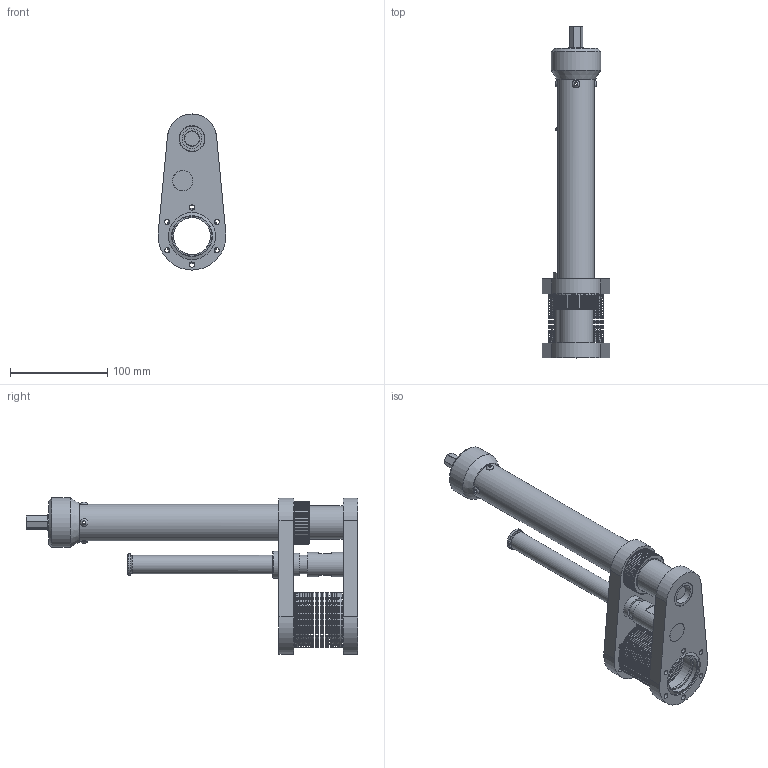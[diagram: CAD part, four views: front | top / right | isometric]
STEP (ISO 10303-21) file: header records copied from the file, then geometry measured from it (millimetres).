
FILE_DESCRIPTION (( 'STEP AP203' ), '1' );
FILE_NAME ('665520.STEP', '2010-07-08T21:19:23', ( ' ' ), ( ' ' ), 'SwSTEP 2.0', 'SolidWorks 2010', '' );
FILE_SCHEMA (( 'CONFIG_CONTROL_DESIGN' ));
Length unit declared in the file: millimetre
Products named in the file (1): 665520
Bounding box: 69.67 x 341.55 x 160.66 mm (x, y, z)
Surface area: 161751.1 mm2 (no closed solid volume)
Topology: 0 solids, 59 shells, 471 faces, 1997 edges, 1497 vertices
Faces by surface type: plane 220, cylinder 176, torus 44, cone 23, sphere 8
Full cylindrical faces by diameter (mm): 4.366 x1, 4.597 x2, 5.41 x12, 7.925 x4, 15.862 x1, 19.025 x1, 19.075 x1, 20.574 x1, 20.637 x1, 22.225 x1, 23.368 x1, 23.812 x1, 25.146 x1, 26.591 x1, 27.94 x1, 34.671 x1, 36.5 x1, 37.592 x1, 38.1 x18, 38.354 x1, 41.275 x2, 41.91 x2, 48.311 x2, 50.8 x1, 57.023 x4, 57.15 x20
Entity records: 20660 total; most frequent: CARTESIAN_POINT 5985, DIRECTION 2725, ORIENTED_EDGE 2504, EDGE_CURVE 1843, VERTEX_POINT 1485, AXIS2_PLACEMENT_3D 981, VECTOR 763, LINE 763
